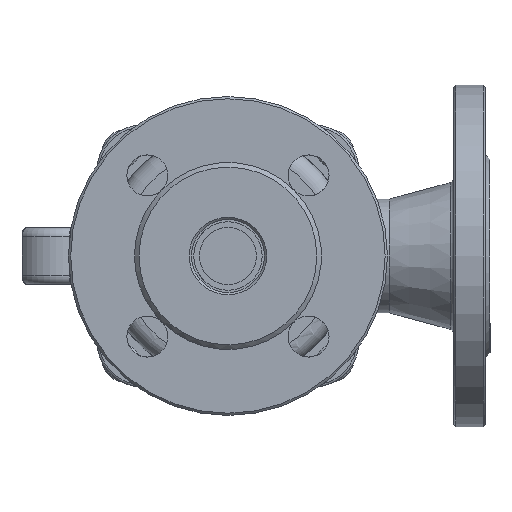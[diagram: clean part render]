
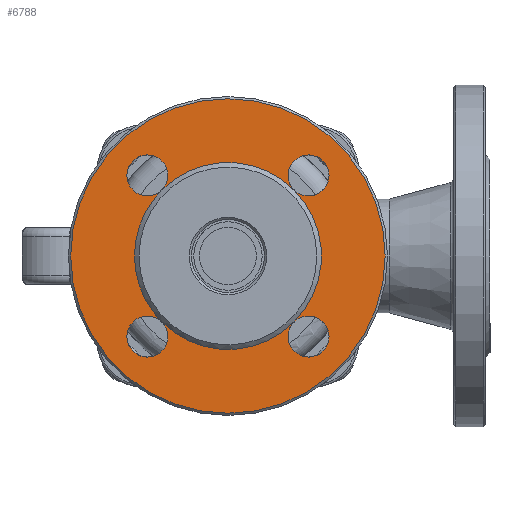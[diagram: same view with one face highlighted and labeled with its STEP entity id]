
A CAD part, front view. The second image highlights one B-rep face of the part: STEP entity #6788.
In plain terms, the highlighted planar face has unit normal (0, -1, 0).
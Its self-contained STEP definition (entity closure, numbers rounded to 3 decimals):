
#249=FACE_BOUND('',#2112,.T.);
#359=PLANE('',#7529);
#1664=FACE_OUTER_BOUND('',#2111,.T.);
#2111=EDGE_LOOP('',(#5139));
#2112=EDGE_LOOP('',(#5140,#5141,#5142,#5143,#5144,#5145,#5146,#5147,#5148,
#5149,#5150,#5151,#5152));
#2529=CIRCLE('',#7523,41.);
#2531=CIRCLE('',#7525,41.);
#2532=CIRCLE('',#7526,41.);
#2533=CIRCLE('',#7527,41.);
#2534=CIRCLE('',#7528,41.);
#2535=CIRCLE('',#7530,69.);
#2536=CIRCLE('',#7531,9.);
#2537=CIRCLE('',#7532,9.);
#2538=CIRCLE('',#7533,9.);
#2539=CIRCLE('',#7534,9.);
#2540=CIRCLE('',#7535,9.);
#2541=CIRCLE('',#7536,9.);
#2542=CIRCLE('',#7537,9.);
#2543=CIRCLE('',#7538,9.);
#3057=VERTEX_POINT('',#12491);
#3058=VERTEX_POINT('',#12492);
#3060=VERTEX_POINT('',#12497);
#3061=VERTEX_POINT('',#12499);
#3062=VERTEX_POINT('',#12501);
#3063=VERTEX_POINT('',#12505);
#3064=VERTEX_POINT('',#12507);
#3065=VERTEX_POINT('',#12509);
#3066=VERTEX_POINT('',#12512);
#3067=VERTEX_POINT('',#12515);
#3798=EDGE_CURVE('',#3057,#3058,#2529,.T.);
#3801=EDGE_CURVE('',#3058,#3060,#2531,.T.);
#3802=EDGE_CURVE('',#3060,#3061,#2532,.T.);
#3803=EDGE_CURVE('',#3061,#3062,#2533,.T.);
#3804=EDGE_CURVE('',#3062,#3057,#2534,.T.);
#3805=EDGE_CURVE('',#3063,#3063,#2535,.T.);
#3806=EDGE_CURVE('',#3062,#3064,#2536,.T.);
#3807=EDGE_CURVE('',#3065,#3061,#2537,.T.);
#3808=EDGE_CURVE('',#3061,#3065,#2538,.T.);
#3809=EDGE_CURVE('',#3066,#3060,#2539,.T.);
#3810=EDGE_CURVE('',#3060,#3066,#2540,.T.);
#3811=EDGE_CURVE('',#3067,#3057,#2541,.T.);
#3812=EDGE_CURVE('',#3057,#3067,#2542,.T.);
#3813=EDGE_CURVE('',#3064,#3062,#2543,.T.);
#5139=ORIENTED_EDGE('',*,*,#3805,.F.);
#5140=ORIENTED_EDGE('',*,*,#3806,.F.);
#5141=ORIENTED_EDGE('',*,*,#3803,.F.);
#5142=ORIENTED_EDGE('',*,*,#3807,.F.);
#5143=ORIENTED_EDGE('',*,*,#3808,.F.);
#5144=ORIENTED_EDGE('',*,*,#3802,.F.);
#5145=ORIENTED_EDGE('',*,*,#3809,.F.);
#5146=ORIENTED_EDGE('',*,*,#3810,.F.);
#5147=ORIENTED_EDGE('',*,*,#3801,.F.);
#5148=ORIENTED_EDGE('',*,*,#3798,.F.);
#5149=ORIENTED_EDGE('',*,*,#3811,.F.);
#5150=ORIENTED_EDGE('',*,*,#3812,.F.);
#5151=ORIENTED_EDGE('',*,*,#3804,.F.);
#5152=ORIENTED_EDGE('',*,*,#3813,.F.);
#6788=ADVANCED_FACE('',(#1664,#249),#359,.F.);
#7523=AXIS2_PLACEMENT_3D('',#12493,#8740,#8741);
#7525=AXIS2_PLACEMENT_3D('',#12498,#8745,#8746);
#7526=AXIS2_PLACEMENT_3D('',#12500,#8747,#8748);
#7527=AXIS2_PLACEMENT_3D('',#12502,#8749,#8750);
#7528=AXIS2_PLACEMENT_3D('',#12503,#8751,#8752);
#7529=AXIS2_PLACEMENT_3D('',#12504,#8753,#8754);
#7530=AXIS2_PLACEMENT_3D('',#12506,#8755,#8756);
#7531=AXIS2_PLACEMENT_3D('',#12508,#8757,#8758);
#7532=AXIS2_PLACEMENT_3D('',#12510,#8759,#8760);
#7533=AXIS2_PLACEMENT_3D('',#12511,#8761,#8762);
#7534=AXIS2_PLACEMENT_3D('',#12513,#8763,#8764);
#7535=AXIS2_PLACEMENT_3D('',#12514,#8765,#8766);
#7536=AXIS2_PLACEMENT_3D('',#12516,#8767,#8768);
#7537=AXIS2_PLACEMENT_3D('',#12517,#8769,#8770);
#7538=AXIS2_PLACEMENT_3D('',#12518,#8771,#8772);
#8740=DIRECTION('center_axis',(0.,-1.,0.));
#8741=DIRECTION('ref_axis',(1.,0.,0.));
#8745=DIRECTION('center_axis',(0.,-1.,0.));
#8746=DIRECTION('ref_axis',(1.,0.,0.));
#8747=DIRECTION('center_axis',(0.,-1.,0.));
#8748=DIRECTION('ref_axis',(1.,0.,0.));
#8749=DIRECTION('center_axis',(0.,-1.,0.));
#8750=DIRECTION('ref_axis',(1.,0.,0.));
#8751=DIRECTION('center_axis',(0.,-1.,0.));
#8752=DIRECTION('ref_axis',(1.,0.,0.));
#8753=DIRECTION('center_axis',(0.,1.,0.));
#8754=DIRECTION('ref_axis',(0.,0.,1.));
#8755=DIRECTION('center_axis',(0.,1.,0.));
#8756=DIRECTION('ref_axis',(-1.,0.,0.));
#8757=DIRECTION('center_axis',(0.,-1.,0.));
#8758=DIRECTION('ref_axis',(-1.,0.,0.));
#8759=DIRECTION('center_axis',(0.,-1.,0.));
#8760=DIRECTION('ref_axis',(-1.,0.,0.));
#8761=DIRECTION('center_axis',(0.,-1.,0.));
#8762=DIRECTION('ref_axis',(-1.,0.,0.));
#8763=DIRECTION('center_axis',(0.,-1.,0.));
#8764=DIRECTION('ref_axis',(-1.,0.,0.));
#8765=DIRECTION('center_axis',(0.,-1.,0.));
#8766=DIRECTION('ref_axis',(-1.,0.,0.));
#8767=DIRECTION('center_axis',(0.,-1.,0.));
#8768=DIRECTION('ref_axis',(-1.,0.,0.));
#8769=DIRECTION('center_axis',(0.,-1.,0.));
#8770=DIRECTION('ref_axis',(-1.,0.,0.));
#8771=DIRECTION('center_axis',(0.,-1.,0.));
#8772=DIRECTION('ref_axis',(-1.,0.,0.));
#12491=CARTESIAN_POINT('',(-28.991,2.,28.991));
#12492=CARTESIAN_POINT('',(-41.,2.,0.));
#12493=CARTESIAN_POINT('Origin',(0.,2.,0.));
#12497=CARTESIAN_POINT('',(-28.991,2.,-28.991));
#12498=CARTESIAN_POINT('Origin',(0.,2.,0.));
#12499=CARTESIAN_POINT('',(28.991,2.,-28.991));
#12500=CARTESIAN_POINT('Origin',(0.,2.,0.));
#12501=CARTESIAN_POINT('',(28.991,2.,28.991));
#12502=CARTESIAN_POINT('Origin',(0.,2.,0.));
#12503=CARTESIAN_POINT('Origin',(0.,2.,0.));
#12504=CARTESIAN_POINT('Origin',(0.,2.,0.));
#12505=CARTESIAN_POINT('',(69.,2.,0.));
#12506=CARTESIAN_POINT('Origin',(0.,2.,0.));
#12507=CARTESIAN_POINT('',(44.355,2.,35.355));
#12508=CARTESIAN_POINT('Origin',(35.355,2.,35.355));
#12509=CARTESIAN_POINT('',(44.355,2.,-35.355));
#12510=CARTESIAN_POINT('Origin',(35.355,2.,-35.355));
#12511=CARTESIAN_POINT('Origin',(35.355,2.,-35.355));
#12512=CARTESIAN_POINT('',(-26.355,2.,-35.355));
#12513=CARTESIAN_POINT('Origin',(-35.355,2.,-35.355));
#12514=CARTESIAN_POINT('Origin',(-35.355,2.,-35.355));
#12515=CARTESIAN_POINT('',(-26.355,2.,35.355));
#12516=CARTESIAN_POINT('Origin',(-35.355,2.,35.355));
#12517=CARTESIAN_POINT('Origin',(-35.355,2.,35.355));
#12518=CARTESIAN_POINT('Origin',(35.355,2.,35.355));
